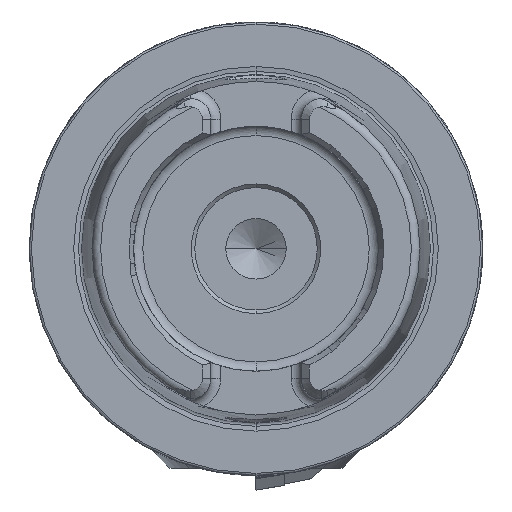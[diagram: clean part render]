
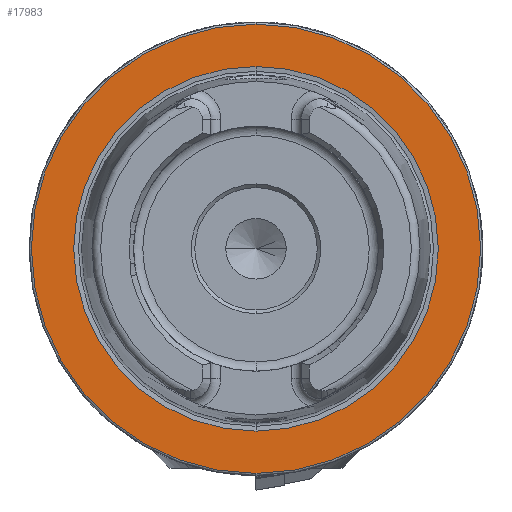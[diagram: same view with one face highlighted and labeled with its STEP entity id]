
A CAD part, left-side view. The second image highlights one B-rep face of the part: STEP entity #17983.
In plain terms, the highlighted planar face has unit normal (-1, 0, 0).
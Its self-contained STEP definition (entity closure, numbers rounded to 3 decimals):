
#65 = VERTEX_POINT ( 'NONE', #273 ) ;
#273 = CARTESIAN_POINT ( 'NONE',  ( 0., 0., 25.324 ) ) ;
#298 = DIRECTION ( 'NONE',  ( -1., 0., 0. ) ) ;
#534 = CARTESIAN_POINT ( 'NONE',  ( 0., 0., 0. ) ) ;
#1259 = ORIENTED_EDGE ( 'NONE', *, *, #4482, .T. ) ;
#2521 = DIRECTION ( 'NONE',  ( 1., 0., 0. ) ) ;
#3403 = CIRCLE ( 'NONE', #8020, 31.2 ) ;
#4482 = EDGE_CURVE ( 'NONE', #21306, #25568, #15077, .T. ) ;
#4711 = AXIS2_PLACEMENT_3D ( 'NONE', #30658, #12279, #8361 ) ;
#5229 = CARTESIAN_POINT ( 'NONE',  ( 0., 31.2, 0. ) ) ;
#8020 = AXIS2_PLACEMENT_3D ( 'NONE', #9280, #298, #30518 ) ;
#8361 = DIRECTION ( 'NONE',  ( 0., 0., 1. ) ) ;
#9280 = CARTESIAN_POINT ( 'NONE',  ( 0., 0., 0. ) ) ;
#12104 = EDGE_CURVE ( 'NONE', #25568, #21306, #3403, .T. ) ;
#12279 = DIRECTION ( 'NONE',  ( -1., 0., 0. ) ) ;
#13235 = AXIS2_PLACEMENT_3D ( 'NONE', #14337, #25295, #14164 ) ;
#13307 = CARTESIAN_POINT ( 'NONE',  ( 0., 0., 31.2 ) ) ;
#13801 = CIRCLE ( 'NONE', #13235, 25.324 ) ;
#14164 = DIRECTION ( 'NONE',  ( 0., 0., 1. ) ) ;
#14337 = CARTESIAN_POINT ( 'NONE',  ( 0., 0., 0. ) ) ;
#14895 = EDGE_LOOP ( 'NONE', ( #18984, #15494 ) ) ;
#15077 = CIRCLE ( 'NONE', #4711, 31.2 ) ;
#15494 = ORIENTED_EDGE ( 'NONE', *, *, #28218, .F. ) ;
#16412 = FACE_OUTER_BOUND ( 'NONE', #25814, .T. ) ;
#17509 = ORIENTED_EDGE ( 'NONE', *, *, #12104, .T. ) ;
#17752 = CIRCLE ( 'NONE', #32112, 25.324 ) ;
#17983 = ADVANCED_FACE ( 'NONE', ( #26809, #16412 ), #29519, .F. ) ;
#18512 = CARTESIAN_POINT ( 'NONE',  ( 0., 0., -25.324 ) ) ;
#18568 = DIRECTION ( 'NONE',  ( 0., 0., -1. ) ) ;
#18984 = ORIENTED_EDGE ( 'NONE', *, *, #26525, .F. ) ;
#21306 = VERTEX_POINT ( 'NONE', #21489 ) ;
#21489 = CARTESIAN_POINT ( 'NONE',  ( 0., 0., -31.2 ) ) ;
#23149 = AXIS2_PLACEMENT_3D ( 'NONE', #5229, #2521, #18568 ) ;
#25203 = DIRECTION ( 'NONE',  ( -1., 0., 0. ) ) ;
#25295 = DIRECTION ( 'NONE',  ( -1., 0., 0. ) ) ;
#25568 = VERTEX_POINT ( 'NONE', #13307 ) ;
#25814 = EDGE_LOOP ( 'NONE', ( #17509, #1259 ) ) ;
#26525 = EDGE_CURVE ( 'NONE', #65, #32131, #17752, .T. ) ;
#26809 = FACE_BOUND ( 'NONE', #14895, .T. ) ;
#28218 = EDGE_CURVE ( 'NONE', #32131, #65, #13801, .T. ) ;
#28426 = DIRECTION ( 'NONE',  ( 0., 0., 1. ) ) ;
#29519 = PLANE ( 'NONE',  #23149 ) ;
#30518 = DIRECTION ( 'NONE',  ( 0., 0., 1. ) ) ;
#30658 = CARTESIAN_POINT ( 'NONE',  ( 0., 0., 0. ) ) ;
#32112 = AXIS2_PLACEMENT_3D ( 'NONE', #534, #25203, #28426 ) ;
#32131 = VERTEX_POINT ( 'NONE', #18512 ) ;
